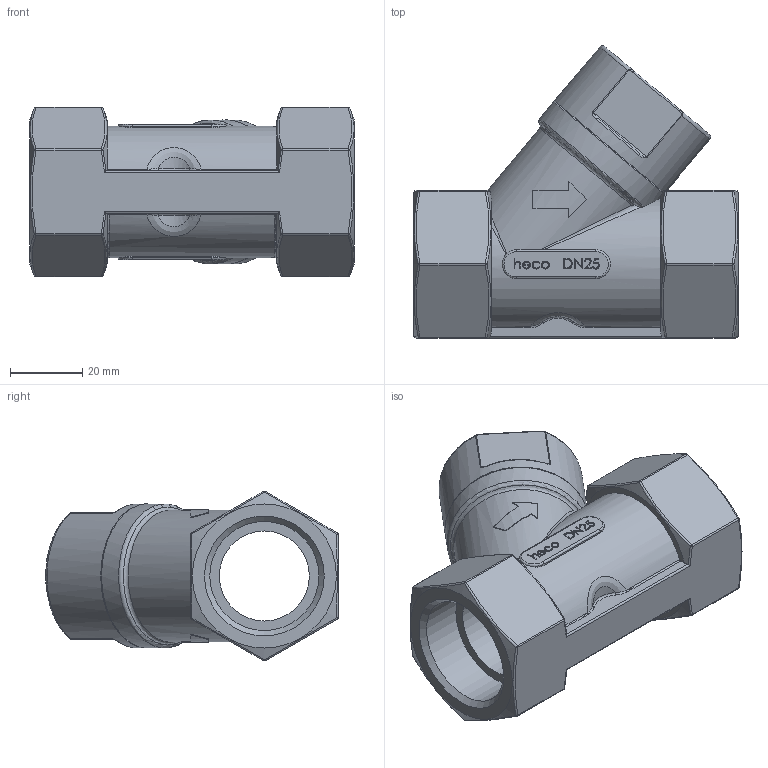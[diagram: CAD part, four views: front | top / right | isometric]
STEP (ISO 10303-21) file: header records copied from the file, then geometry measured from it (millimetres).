
FILE_DESCRIPTION (( 'STEP AP214' ), '1' );
FILE_NAME ('RV-100-000-4 Rückschlagventil heco.STEP', '2013-12-10T10:04:03', ( 'test' ), ( '' ), 'SwSTEP 2.0', 'SolidWorks 2011', '' );
FILE_SCHEMA (( 'AUTOMOTIVE_DESIGN' ));
Length unit declared in the file: millimetre
Products named in the file (1): RV-100-000-4 Rückschlagventil heco
Bounding box: 90 x 81.17 x 47.19 mm (x, y, z)
Volume: 112040.2 mm3; surface area: 26784.7 mm2
Topology: 1 solids, 5 shells, 473 faces, 1188 edges, 741 vertices
Faces by surface type: plane 204, bspline 172, cylinder 51, sphere 23, torus 14, cone 9
Full cylindrical faces by diameter (mm): 25 x1, 30.291 x2, 40 x2
Entity records: 29539 total; most frequent: CARTESIAN_POINT 14505, ORIENTED_EDGE 2312, DIRECTION 1479, EDGE_CURVE 1156, VERTEX_POINT 738, VECTOR 565, LINE 565, EDGE_LOOP 522
